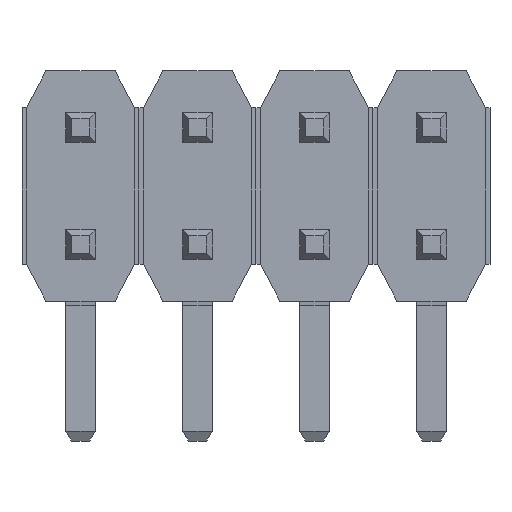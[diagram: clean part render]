
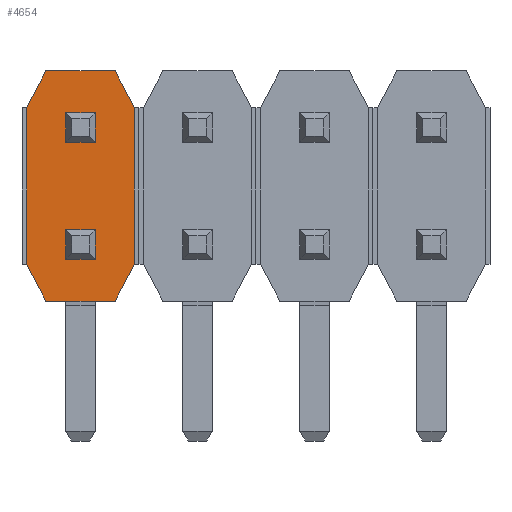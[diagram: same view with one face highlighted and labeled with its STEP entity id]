
A CAD part, front view. The second image highlights one B-rep face of the part: STEP entity #4654.
In plain terms, the highlighted planar face has unit normal (0, -1, 0).
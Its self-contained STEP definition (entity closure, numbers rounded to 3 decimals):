
#251=FACE_BOUND('',#593,.T.);
#252=FACE_BOUND('',#594,.T.);
#326=FACE_OUTER_BOUND('',#592,.T.);
#592=EDGE_LOOP('',(#3353,#3354,#3355,#3356,#3357,#3358,#3359,#3360));
#593=EDGE_LOOP('',(#3361,#3362,#3363,#3364));
#594=EDGE_LOOP('',(#3365,#3366,#3367,#3368));
#834=LINE('',#6434,#1442);
#843=LINE('',#6456,#1451);
#848=LINE('',#6466,#1456);
#851=LINE('',#6471,#1459);
#878=LINE('',#6532,#1486);
#887=LINE('',#6554,#1495);
#892=LINE('',#6564,#1500);
#895=LINE('',#6569,#1503);
#933=LINE('',#6652,#1541);
#943=LINE('',#6672,#1551);
#948=LINE('',#6681,#1556);
#955=LINE('',#6694,#1563);
#957=LINE('',#6697,#1565);
#958=LINE('',#6699,#1566);
#959=LINE('',#6700,#1567);
#960=LINE('',#6701,#1568);
#1442=VECTOR('',#5209,0.64);
#1451=VECTOR('',#5226,0.64);
#1456=VECTOR('',#5235,0.64);
#1459=VECTOR('',#5240,0.64);
#1486=VECTOR('',#5305,0.64);
#1495=VECTOR('',#5322,0.64);
#1500=VECTOR('',#5331,0.64);
#1503=VECTOR('',#5336,0.64);
#1541=VECTOR('',#5418,0.904);
#1551=VECTOR('',#5434,0.904);
#1556=VECTOR('',#5443,0.904);
#1563=VECTOR('',#5458,0.904);
#1565=VECTOR('',#5462,1.5);
#1566=VECTOR('',#5465,3.4);
#1567=VECTOR('',#5466,3.4);
#1568=VECTOR('',#5467,1.5);
#2048=VERTEX_POINT('',#6432);
#2049=VERTEX_POINT('',#6433);
#2058=VERTEX_POINT('',#6455);
#2061=VERTEX_POINT('',#6465);
#2076=VERTEX_POINT('',#6530);
#2077=VERTEX_POINT('',#6531);
#2086=VERTEX_POINT('',#6553);
#2089=VERTEX_POINT('',#6563);
#2112=VERTEX_POINT('',#6649);
#2113=VERTEX_POINT('',#6651);
#2119=VERTEX_POINT('',#6669);
#2120=VERTEX_POINT('',#6671);
#2121=VERTEX_POINT('',#6678);
#2122=VERTEX_POINT('',#6680);
#2123=VERTEX_POINT('',#6691);
#2124=VERTEX_POINT('',#6693);
#2450=EDGE_CURVE('',#2048,#2049,#834,.T.);
#2461=EDGE_CURVE('',#2049,#2058,#843,.T.);
#2466=EDGE_CURVE('',#2061,#2048,#848,.T.);
#2469=EDGE_CURVE('',#2058,#2061,#851,.T.);
#2498=EDGE_CURVE('',#2076,#2077,#878,.T.);
#2509=EDGE_CURVE('',#2077,#2086,#887,.T.);
#2514=EDGE_CURVE('',#2089,#2076,#892,.T.);
#2517=EDGE_CURVE('',#2086,#2089,#895,.T.);
#2557=EDGE_CURVE('',#2113,#2112,#933,.T.);
#2567=EDGE_CURVE('',#2120,#2119,#943,.T.);
#2572=EDGE_CURVE('',#2122,#2121,#948,.T.);
#2579=EDGE_CURVE('',#2124,#2123,#955,.T.);
#2581=EDGE_CURVE('',#2112,#2124,#957,.T.);
#2582=EDGE_CURVE('',#2113,#2119,#958,.T.);
#2583=EDGE_CURVE('',#2122,#2123,#959,.T.);
#2584=EDGE_CURVE('',#2121,#2120,#960,.T.);
#3353=ORIENTED_EDGE('',*,*,#2582,.F.);
#3354=ORIENTED_EDGE('',*,*,#2557,.T.);
#3355=ORIENTED_EDGE('',*,*,#2581,.T.);
#3356=ORIENTED_EDGE('',*,*,#2579,.T.);
#3357=ORIENTED_EDGE('',*,*,#2583,.F.);
#3358=ORIENTED_EDGE('',*,*,#2572,.T.);
#3359=ORIENTED_EDGE('',*,*,#2584,.T.);
#3360=ORIENTED_EDGE('',*,*,#2567,.T.);
#3361=ORIENTED_EDGE('',*,*,#2498,.T.);
#3362=ORIENTED_EDGE('',*,*,#2509,.T.);
#3363=ORIENTED_EDGE('',*,*,#2517,.T.);
#3364=ORIENTED_EDGE('',*,*,#2514,.T.);
#3365=ORIENTED_EDGE('',*,*,#2450,.T.);
#3366=ORIENTED_EDGE('',*,*,#2461,.T.);
#3367=ORIENTED_EDGE('',*,*,#2469,.T.);
#3368=ORIENTED_EDGE('',*,*,#2466,.T.);
#4402=PLANE('',#4944);
#4654=ADVANCED_FACE('',(#326,#251,#252),#4402,.T.);
#4944=AXIS2_PLACEMENT_3D('',#6698,#5463,#5464);
#5209=DIRECTION('',(0.,0.,-1.));
#5226=DIRECTION('',(-1.,0.,0.));
#5235=DIRECTION('',(1.,0.,0.));
#5240=DIRECTION('',(0.,0.,1.));
#5305=DIRECTION('',(0.,0.,-1.));
#5322=DIRECTION('',(-1.,0.,0.));
#5331=DIRECTION('',(1.,0.,0.));
#5336=DIRECTION('',(0.,0.,1.));
#5418=DIRECTION('',(-0.465,0.,0.885));
#5434=DIRECTION('',(0.465,0.,0.885));
#5443=DIRECTION('',(0.465,0.,-0.885));
#5458=DIRECTION('',(-0.465,0.,-0.885));
#5462=DIRECTION('',(-1.,0.,0.));
#5463=DIRECTION('center_axis',(0.,-1.,0.));
#5464=DIRECTION('ref_axis',(-1.,0.,0.));
#5465=DIRECTION('',(0.,0.,-1.));
#5466=DIRECTION('',(0.,0.,1.));
#5467=DIRECTION('',(1.,0.,0.));
#6432=CARTESIAN_POINT('',(0.32,-2.54,-0.95));
#6433=CARTESIAN_POINT('',(0.32,-2.54,-1.59));
#6434=CARTESIAN_POINT('',(0.32,-2.54,-0.95));
#6455=CARTESIAN_POINT('',(-0.32,-2.54,-1.59));
#6456=CARTESIAN_POINT('',(0.32,-2.54,-1.59));
#6465=CARTESIAN_POINT('',(-0.32,-2.54,-0.95));
#6466=CARTESIAN_POINT('',(-0.32,-2.54,-0.95));
#6471=CARTESIAN_POINT('',(-0.32,-2.54,-1.59));
#6530=CARTESIAN_POINT('',(0.32,-2.54,1.59));
#6531=CARTESIAN_POINT('',(0.32,-2.54,0.95));
#6532=CARTESIAN_POINT('',(0.32,-2.54,1.59));
#6553=CARTESIAN_POINT('',(-0.32,-2.54,0.95));
#6554=CARTESIAN_POINT('',(0.32,-2.54,0.95));
#6563=CARTESIAN_POINT('',(-0.32,-2.54,1.59));
#6564=CARTESIAN_POINT('',(-0.32,-2.54,1.59));
#6569=CARTESIAN_POINT('',(-0.32,-2.54,0.95));
#6649=CARTESIAN_POINT('',(0.75,-2.54,2.5));
#6651=CARTESIAN_POINT('',(1.17,-2.54,1.7));
#6652=CARTESIAN_POINT('',(1.17,-2.54,1.7));
#6669=CARTESIAN_POINT('',(1.17,-2.54,-1.7));
#6671=CARTESIAN_POINT('',(0.75,-2.54,-2.5));
#6672=CARTESIAN_POINT('',(0.75,-2.54,-2.5));
#6678=CARTESIAN_POINT('',(-0.75,-2.54,-2.5));
#6680=CARTESIAN_POINT('',(-1.17,-2.54,-1.7));
#6681=CARTESIAN_POINT('',(-1.17,-2.54,-1.7));
#6691=CARTESIAN_POINT('',(-1.17,-2.54,1.7));
#6693=CARTESIAN_POINT('',(-0.75,-2.54,2.5));
#6694=CARTESIAN_POINT('',(-0.75,-2.54,2.5));
#6697=CARTESIAN_POINT('',(0.75,-2.54,2.5));
#6698=CARTESIAN_POINT('Origin',(0.,-2.54,0.));
#6699=CARTESIAN_POINT('',(1.17,-2.54,1.7));
#6700=CARTESIAN_POINT('',(-1.17,-2.54,-1.7));
#6701=CARTESIAN_POINT('',(-0.75,-2.54,-2.5));
